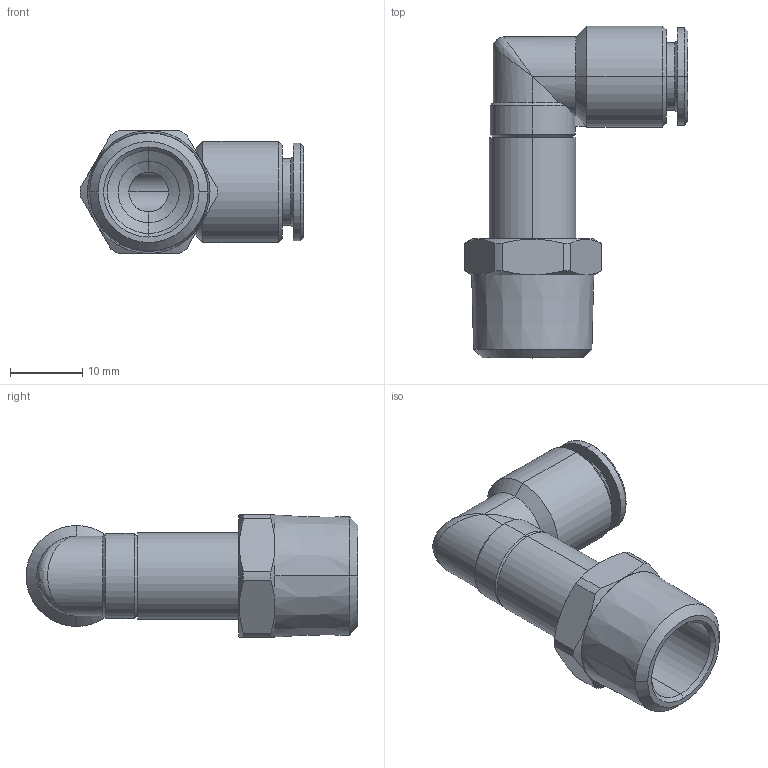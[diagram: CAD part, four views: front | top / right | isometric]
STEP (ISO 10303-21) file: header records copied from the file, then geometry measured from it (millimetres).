
FILE_DESCRIPTION (( 'STEP AP203' ), '1' );
FILE_NAME ('B0070043.STEP', '2011-03-23T07:36:16', ( '' ), ( 'sopra-pneumatic' ), 'SwSTEP 2.0', 'SolidWorks 2009', '' );
FILE_SCHEMA (( 'CONFIG_CONTROL_DESIGN' ));
Length unit declared in the file: millimetre
Products named in the file (1): B0070043
Bounding box: 31 x 46 x 17 mm (x, y, z)
Volume: 5341.5 mm3; surface area: 4741.1 mm2
Topology: 1 solids, 3 shells, 97 faces, 217 edges, 130 vertices
Faces by surface type: cylinder 38, cone 33, plane 25, bspline 1
Entity records: 3394 total; most frequent: CARTESIAN_POINT 1188, DIRECTION 462, ORIENTED_EDGE 430, EDGE_CURVE 215, AXIS2_PLACEMENT_3D 187, VERTEX_POINT 130, EDGE_LOOP 105, ADVANCED_FACE 97
